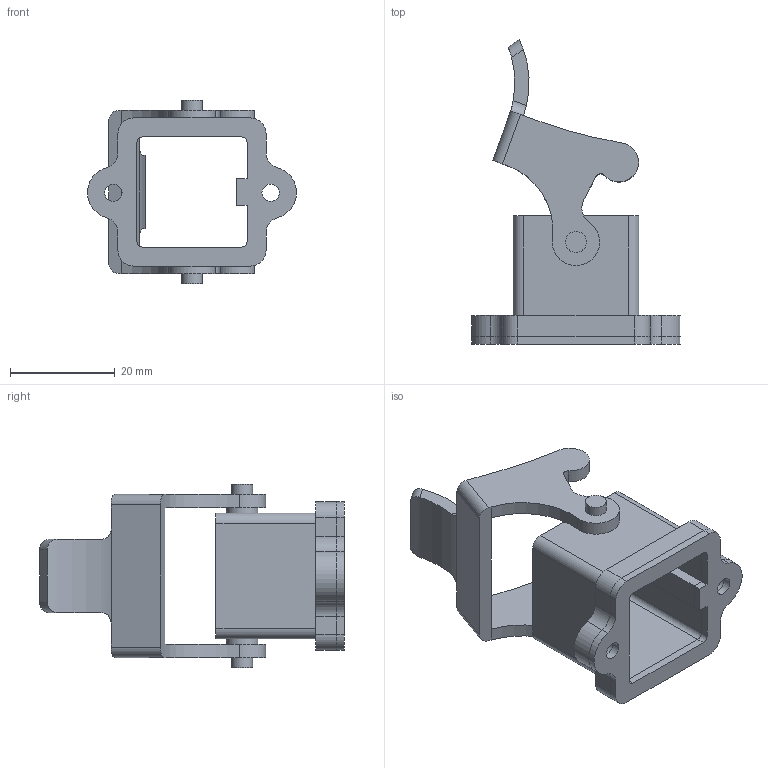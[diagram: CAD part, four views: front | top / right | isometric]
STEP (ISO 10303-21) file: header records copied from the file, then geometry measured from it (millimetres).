
FILE_DESCRIPTION (( 'STEP AP214' ), '1' );
FILE_NAME ('ZP-MC03A-2-SBHP.STEP', '2011-11-02T17:12:29', ( '.ADC' ), ( 'ADC' ), 'SwSTEP 2.0', 'SolidWorks 2011', '' );
FILE_SCHEMA (( 'AUTOMOTIVE_DESIGN' ));
Length unit declared in the file: millimetre
Products named in the file (1): ZP-MC03A-2-SBHP
Bounding box: 39.86 x 58.14 x 35 mm (x, y, z)
Volume: 8140.2 mm3; surface area: 9337.7 mm2
Topology: 2 solids, 2 shells, 118 faces, 323 edges, 212 vertices
Faces by surface type: cylinder 62, plane 53, bspline 2, cone 1
Full cylindrical faces by diameter (mm): 3 x1, 3.3 x4, 4 x2, 6 x2
Entity records: 4205 total; most frequent: CARTESIAN_POINT 780, DIRECTION 647, ORIENTED_EDGE 616, EDGE_CURVE 308, AXIS2_PLACEMENT_3D 234, VERTEX_POINT 209, VECTOR 179, LINE 179
